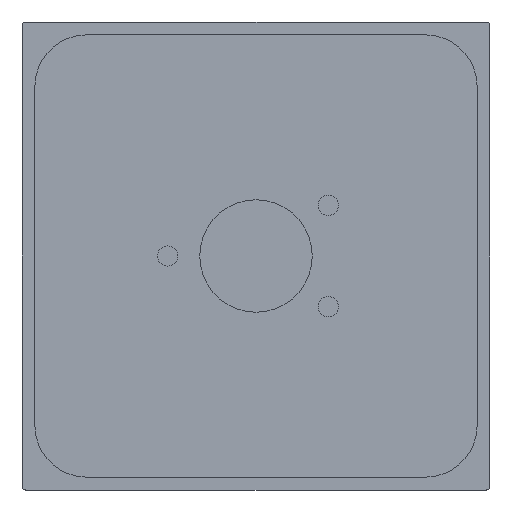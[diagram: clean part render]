
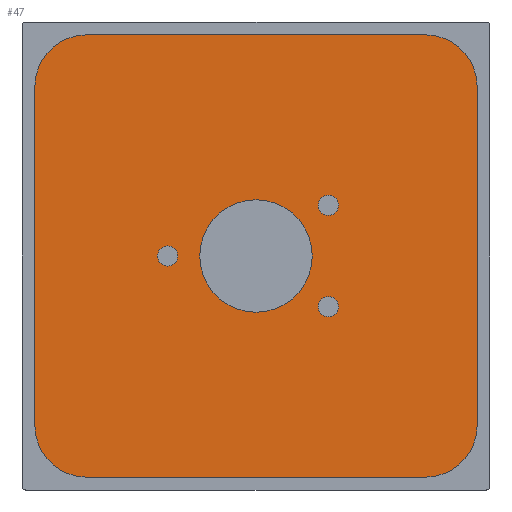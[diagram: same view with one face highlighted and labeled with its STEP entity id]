
A CAD part, front view. The second image highlights one B-rep face of the part: STEP entity #47.
In plain terms, the highlighted planar face has unit normal (0, -1, 0).
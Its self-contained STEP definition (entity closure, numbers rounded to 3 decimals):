
#47=ADVANCED_FACE('extract',(#96,#87,#88,#89,#90),#1067,.T.);
#87=FACE_BOUND('',#638,.T.);
#88=FACE_BOUND('',#639,.T.);
#89=FACE_BOUND('',#640,.T.);
#90=FACE_BOUND('',#641,.T.);
#96=FACE_OUTER_BOUND('',#637,.T.);
#136=VECTOR('',#1611,92.);
#137=VECTOR('',#1610,92.);
#138=VECTOR('',#1618,92.);
#181=LINE('',#1098,#136);
#182=LINE('',#1101,#137);
#183=LINE('',#1090,#138);
#226=(
BOUNDED_CURVE()
B_SPLINE_CURVE(3,(#1093,#1094,#1095,#1091),.UNSPECIFIED.,.F.,.F.)
B_SPLINE_CURVE_WITH_KNOTS((4,4),(0.,1.),.UNSPECIFIED.)
CURVE()
GEOMETRIC_REPRESENTATION_ITEM()
RATIONAL_B_SPLINE_CURVE((1.,1.,1.,1.))
REPRESENTATION_ITEM('')
);
#228=ORIENTED_EDGE('',*,*,#428,.T.);
#229=ORIENTED_EDGE('',*,*,#429,.F.);
#230=ORIENTED_EDGE('',*,*,#430,.T.);
#231=ORIENTED_EDGE('',*,*,#431,.F.);
#232=ORIENTED_EDGE('',*,*,#432,.T.);
#233=ORIENTED_EDGE('',*,*,#433,.F.);
#234=ORIENTED_EDGE('',*,*,#434,.T.);
#235=ORIENTED_EDGE('',*,*,#435,.F.);
#236=ORIENTED_EDGE('',*,*,#436,.F.);
#237=ORIENTED_EDGE('',*,*,#437,.F.);
#238=ORIENTED_EDGE('',*,*,#438,.F.);
#239=ORIENTED_EDGE('',*,*,#439,.F.);
#240=ORIENTED_EDGE('',*,*,#440,.F.);
#241=ORIENTED_EDGE('',*,*,#441,.F.);
#242=ORIENTED_EDGE('',*,*,#442,.T.);
#243=ORIENTED_EDGE('',*,*,#443,.T.);
#428=EDGE_CURVE('1',#568,#569,#528,.T.);
#429=EDGE_CURVE('2',#570,#569,#226,.T.);
#430=EDGE_CURVE('3',#570,#571,#529,.T.);
#431=EDGE_CURVE('4',#572,#571,#181,.T.);
#432=EDGE_CURVE('5',#572,#573,#530,.T.);
#433=EDGE_CURVE('6',#574,#573,#182,.T.);
#434=EDGE_CURVE('7',#574,#575,#531,.T.);
#435=EDGE_CURVE('8',#568,#575,#183,.T.);
#436=EDGE_CURVE('9',#576,#577,#532,.T.);
#437=EDGE_CURVE('10',#577,#576,#533,.T.);
#438=EDGE_CURVE('11',#578,#579,#534,.T.);
#439=EDGE_CURVE('12',#579,#578,#535,.T.);
#440=EDGE_CURVE('13',#580,#581,#536,.T.);
#441=EDGE_CURVE('14',#581,#580,#537,.T.);
#442=EDGE_CURVE('15',#582,#583,#538,.T.);
#443=EDGE_CURVE('16',#583,#582,#539,.T.);
#528=CIRCLE('',#1531,14.);
#529=CIRCLE('',#1532,14.);
#530=CIRCLE('',#1533,14.);
#531=CIRCLE('',#1534,14.);
#532=CIRCLE('',#1535,2.75);
#533=CIRCLE('',#1536,2.75);
#534=CIRCLE('',#1537,2.75);
#535=CIRCLE('',#1538,2.75);
#536=CIRCLE('',#1539,2.75);
#537=CIRCLE('',#1540,2.75);
#538=CIRCLE('',#1541,15.25);
#539=CIRCLE('',#1542,15.25);
#568=VERTEX_POINT('28',#1090);
#569=VERTEX_POINT('1',#1091);
#570=VERTEX_POINT('27',#1093);
#571=VERTEX_POINT('2',#1096);
#572=VERTEX_POINT('30',#1098);
#573=VERTEX_POINT('3',#1099);
#574=VERTEX_POINT('29',#1101);
#575=VERTEX_POINT('4',#1102);
#576=VERTEX_POINT('5',#1104);
#577=VERTEX_POINT('6',#1105);
#578=VERTEX_POINT('7',#1107);
#579=VERTEX_POINT('8',#1108);
#580=VERTEX_POINT('9',#1110);
#581=VERTEX_POINT('10',#1111);
#582=VERTEX_POINT('11',#1113);
#583=VERTEX_POINT('12',#1114);
#637=EDGE_LOOP('',(#228,#229,#230,#231,#232,#233,#234,#235));
#638=EDGE_LOOP('',(#236,#237));
#639=EDGE_LOOP('',(#238,#239));
#640=EDGE_LOOP('',(#240,#241));
#641=EDGE_LOOP('',(#242,#243));
#1067=PLANE('',#1530);
#1089=CARTESIAN_POINT('',(-60.,13.5,60.));
#1090=CARTESIAN_POINT('',(46.,13.5,-60.));
#1091=CARTESIAN_POINT('',(60.,13.5,-46.));
#1092=CARTESIAN_POINT('',(46.,13.5,-46.));
#1093=CARTESIAN_POINT('',(60.,13.5,46.));
#1094=CARTESIAN_POINT('',(60.,13.5,15.333));
#1095=CARTESIAN_POINT('',(60.,13.5,-15.333));
#1096=CARTESIAN_POINT('',(46.,13.5,60.));
#1097=CARTESIAN_POINT('',(46.,13.5,46.));
#1098=CARTESIAN_POINT('',(-46.,13.5,60.));
#1099=CARTESIAN_POINT('',(-60.,13.5,46.));
#1100=CARTESIAN_POINT('',(-46.,13.5,46.));
#1101=CARTESIAN_POINT('',(-60.,13.5,-46.));
#1102=CARTESIAN_POINT('',(-46.,13.5,-60.));
#1103=CARTESIAN_POINT('',(-46.,13.5,-46.));
#1104=CARTESIAN_POINT('',(-21.292,13.5,0.478));
#1105=CARTESIAN_POINT('',(-26.708,13.5,-0.478));
#1106=CARTESIAN_POINT('',(-24.,13.5,0.));
#1107=CARTESIAN_POINT('',(22.368,13.5,14.243));
#1108=CARTESIAN_POINT('',(16.951,13.5,13.288));
#1109=CARTESIAN_POINT('',(19.66,13.5,13.766));
#1110=CARTESIAN_POINT('',(22.368,13.5,-13.288));
#1111=CARTESIAN_POINT('',(16.951,13.5,-14.243));
#1112=CARTESIAN_POINT('',(19.66,13.5,-13.766));
#1113=CARTESIAN_POINT('',(-15.019,13.5,2.648));
#1114=CARTESIAN_POINT('',(15.019,13.5,-2.648));
#1115=CARTESIAN_POINT('',(0.,13.5,0.));
#1530=AXIS2_PLACEMENT_3D('',#1089,#1612,#1613);
#1531=AXIS2_PLACEMENT_3D('',#1092,#1612,#1613);
#1532=AXIS2_PLACEMENT_3D('',#1097,#1612,#1611);
#1533=AXIS2_PLACEMENT_3D('',#1100,#1614,#1615);
#1534=AXIS2_PLACEMENT_3D('',#1103,#1616,#1617);
#1535=AXIS2_PLACEMENT_3D('',#1106,#1612,#1619);
#1536=AXIS2_PLACEMENT_3D('',#1106,#1612,#1620);
#1537=AXIS2_PLACEMENT_3D('',#1109,#1612,#1619);
#1538=AXIS2_PLACEMENT_3D('',#1109,#1612,#1620);
#1539=AXIS2_PLACEMENT_3D('',#1112,#1612,#1619);
#1540=AXIS2_PLACEMENT_3D('',#1112,#1612,#1620);
#1541=AXIS2_PLACEMENT_3D('',#1115,#1621,#1622);
#1542=AXIS2_PLACEMENT_3D('',#1115,#1621,#1623);
#1610=DIRECTION('',(0.,0.,1.));
#1611=DIRECTION('',(1.,0.,0.));
#1612=DIRECTION('',(0.,-1.,0.));
#1613=DIRECTION('',(0.,0.,-1.));
#1614=DIRECTION('',(0.,-1.,0.));
#1615=DIRECTION('',(0.,0.,1.));
#1616=DIRECTION('',(0.,-1.,0.));
#1617=DIRECTION('',(-1.,0.,0.));
#1618=DIRECTION('',(-1.,0.,0.));
#1619=DIRECTION('',(0.985,0.,0.174));
#1620=DIRECTION('',(-0.985,0.,-0.174));
#1621=DIRECTION('',(0.,1.,0.));
#1622=DIRECTION('',(-0.985,0.,0.174));
#1623=DIRECTION('',(0.985,0.,-0.174));
